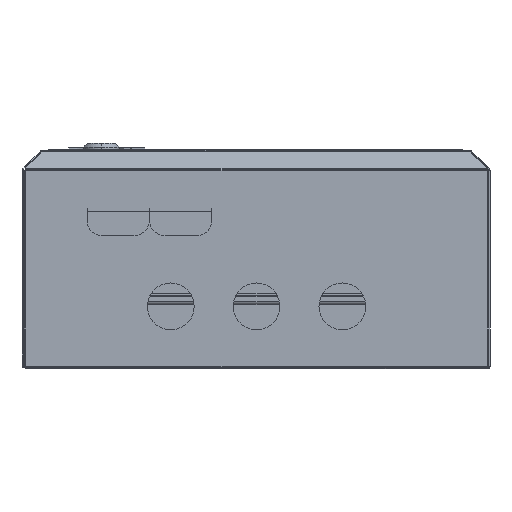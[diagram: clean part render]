
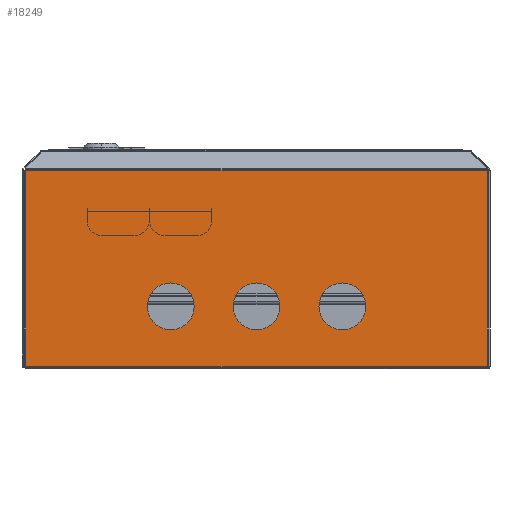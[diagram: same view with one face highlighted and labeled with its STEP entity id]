
A CAD part, front view. The second image highlights one B-rep face of the part: STEP entity #18249.
In plain terms, the highlighted planar face has unit normal (0, -1, 0).
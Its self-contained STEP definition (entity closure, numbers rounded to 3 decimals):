
#198 = DIRECTION ( 'NONE',  ( 0., -1., 0. ) ) ;
#395 = VERTEX_POINT ( 'NONE', #25978 ) ;
#511 = EDGE_LOOP ( 'NONE', ( #10500, #35960 ) ) ;
#792 = AXIS2_PLACEMENT_3D ( 'NONE', #32009, #895, #22667 ) ;
#880 = EDGE_LOOP ( 'NONE', ( #40379, #23324 ) ) ;
#895 = DIRECTION ( 'NONE',  ( 0., -1., 0. ) ) ;
#1958 = CARTESIAN_POINT ( 'NONE',  ( -1.7, 0., 125.4 ) ) ;
#2759 = AXIS2_PLACEMENT_3D ( 'NONE', #11024, #32908, #14138 ) ;
#2798 = VECTOR ( 'NONE', #32060, 1000. ) ;
#4288 = VERTEX_POINT ( 'NONE', #10519 ) ;
#4595 = ORIENTED_EDGE ( 'NONE', *, *, #27671, .F. ) ;
#4626 = CIRCLE ( 'NONE', #15271, 15. ) ;
#4823 = CIRCLE ( 'NONE', #5893, 15. ) ;
#4936 = VECTOR ( 'NONE', #28784, 1000. ) ;
#5384 = CARTESIAN_POINT ( 'NONE',  ( -149.65, 0., 38.3 ) ) ;
#5893 = AXIS2_PLACEMENT_3D ( 'NONE', #13892, #35767, #17013 ) ;
#6984 = CARTESIAN_POINT ( 'NONE',  ( -94.65, 0., 38.3 ) ) ;
#7117 = CARTESIAN_POINT ( 'NONE',  ( 0., 0., 125.4 ) ) ;
#7800 = LINE ( 'NONE', #26847, #31720 ) ;
#7809 = FACE_OUTER_BOUND ( 'NONE', #14359, .T. ) ;
#8517 = DIRECTION ( 'NONE',  ( 1., 0., 0. ) ) ;
#10094 = DIRECTION ( 'NONE',  ( 1., 0., 0. ) ) ;
#10257 = VERTEX_POINT ( 'NONE', #26209 ) ;
#10500 = ORIENTED_EDGE ( 'NONE', *, *, #31452, .F. ) ;
#10519 = CARTESIAN_POINT ( 'NONE',  ( -109.65, 0., 38.3 ) ) ;
#11024 = CARTESIAN_POINT ( 'NONE',  ( -149.65, 0., 38.3 ) ) ;
#12222 = LINE ( 'NONE', #19278, #4936 ) ;
#12410 = EDGE_CURVE ( 'NONE', #30085, #29224, #7800, .T. ) ;
#12477 = EDGE_CURVE ( 'NONE', #24074, #34321, #39031, .T. ) ;
#12859 = DIRECTION ( 'NONE',  ( 0., 0., -1. ) ) ;
#13581 = CARTESIAN_POINT ( 'NONE',  ( -79.65, 0., 38.3 ) ) ;
#13892 = CARTESIAN_POINT ( 'NONE',  ( -204.65, 0., 38.3 ) ) ;
#14138 = DIRECTION ( 'NONE',  ( 1., 0., 0. ) ) ;
#14359 = EDGE_LOOP ( 'NONE', ( #4595, #36970, #26759, #19093 ) ) ;
#14732 = ORIENTED_EDGE ( 'NONE', *, *, #39278, .F. ) ;
#14918 = DIRECTION ( 'NONE',  ( 0., -1., 0. ) ) ;
#15271 = AXIS2_PLACEMENT_3D ( 'NONE', #18801, #198, #21958 ) ;
#16031 = FACE_BOUND ( 'NONE', #21399, .T. ) ;
#16694 = VERTEX_POINT ( 'NONE', #22558 ) ;
#17013 = DIRECTION ( 'NONE',  ( -1., 0., 0. ) ) ;
#18249 = ADVANCED_FACE ( 'NONE', ( #16031, #32703, #18940, #7809 ), #38265, .T. ) ;
#18801 = CARTESIAN_POINT ( 'NONE',  ( -94.65, 0., 38.3 ) ) ;
#18940 = FACE_BOUND ( 'NONE', #880, .T. ) ;
#19057 = EDGE_CURVE ( 'NONE', #30085, #10257, #36034, .T. ) ;
#19093 = ORIENTED_EDGE ( 'NONE', *, *, #28211, .T. ) ;
#19278 = CARTESIAN_POINT ( 'NONE',  ( 0., 0., 0. ) ) ;
#21167 = VERTEX_POINT ( 'NONE', #36948 ) ;
#21399 = EDGE_LOOP ( 'NONE', ( #14732, #34252 ) ) ;
#21958 = DIRECTION ( 'NONE',  ( 1., 0., 0. ) ) ;
#22558 = CARTESIAN_POINT ( 'NONE',  ( -189.65, 0., 38.3 ) ) ;
#22575 = EDGE_CURVE ( 'NONE', #34321, #24074, #27578, .T. ) ;
#22667 = DIRECTION ( 'NONE',  ( 1., 0., 0. ) ) ;
#22771 = AXIS2_PLACEMENT_3D ( 'NONE', #33687, #14918, #36774 ) ;
#23324 = ORIENTED_EDGE ( 'NONE', *, *, #22575, .F. ) ;
#24074 = VERTEX_POINT ( 'NONE', #29375 ) ;
#24939 = AXIS2_PLACEMENT_3D ( 'NONE', #5384, #27258, #8517 ) ;
#25204 = AXIS2_PLACEMENT_3D ( 'NONE', #6984, #28788, #10094 ) ;
#25325 = CARTESIAN_POINT ( 'NONE',  ( -297.6, 0., 125.4 ) ) ;
#25594 = CIRCLE ( 'NONE', #22771, 15. ) ;
#25978 = CARTESIAN_POINT ( 'NONE',  ( -297.6, 0., 0. ) ) ;
#26209 = CARTESIAN_POINT ( 'NONE',  ( -297.6, 0., 125.4 ) ) ;
#26759 = ORIENTED_EDGE ( 'NONE', *, *, #19057, .T. ) ;
#26847 = CARTESIAN_POINT ( 'NONE',  ( -1.7, 0., 125.4 ) ) ;
#27258 = DIRECTION ( 'NONE',  ( 0., -1., 0. ) ) ;
#27578 = CIRCLE ( 'NONE', #2759, 15. ) ;
#27671 = EDGE_CURVE ( 'NONE', #29224, #395, #12222, .T. ) ;
#28211 = EDGE_CURVE ( 'NONE', #10257, #395, #29821, .T. ) ;
#28784 = DIRECTION ( 'NONE',  ( -1., 0., 0. ) ) ;
#28788 = DIRECTION ( 'NONE',  ( 0., -1., 0. ) ) ;
#29224 = VERTEX_POINT ( 'NONE', #35484 ) ;
#29375 = CARTESIAN_POINT ( 'NONE',  ( -134.65, 0., 38.3 ) ) ;
#29821 = LINE ( 'NONE', #25325, #36150 ) ;
#29926 = CARTESIAN_POINT ( 'NONE',  ( -164.65, 0., 38.3 ) ) ;
#30085 = VERTEX_POINT ( 'NONE', #1958 ) ;
#30355 = CIRCLE ( 'NONE', #25204, 15. ) ;
#31452 = EDGE_CURVE ( 'NONE', #39845, #4288, #4626, .T. ) ;
#31720 = VECTOR ( 'NONE', #39375, 1000. ) ;
#32009 = CARTESIAN_POINT ( 'NONE',  ( 0., 0., 125.4 ) ) ;
#32060 = DIRECTION ( 'NONE',  ( -1., 0., 0. ) ) ;
#32703 = FACE_BOUND ( 'NONE', #511, .T. ) ;
#32908 = DIRECTION ( 'NONE',  ( 0., -1., 0. ) ) ;
#33687 = CARTESIAN_POINT ( 'NONE',  ( -204.65, 0., 38.3 ) ) ;
#34252 = ORIENTED_EDGE ( 'NONE', *, *, #36076, .F. ) ;
#34321 = VERTEX_POINT ( 'NONE', #29926 ) ;
#35484 = CARTESIAN_POINT ( 'NONE',  ( -1.7, 0., 0. ) ) ;
#35767 = DIRECTION ( 'NONE',  ( 0., -1., 0. ) ) ;
#35960 = ORIENTED_EDGE ( 'NONE', *, *, #37309, .F. ) ;
#36034 = LINE ( 'NONE', #7117, #2798 ) ;
#36076 = EDGE_CURVE ( 'NONE', #21167, #16694, #25594, .T. ) ;
#36150 = VECTOR ( 'NONE', #12859, 1000. ) ;
#36774 = DIRECTION ( 'NONE',  ( -1., 0., 0. ) ) ;
#36948 = CARTESIAN_POINT ( 'NONE',  ( -219.65, 0., 38.3 ) ) ;
#36970 = ORIENTED_EDGE ( 'NONE', *, *, #12410, .F. ) ;
#37309 = EDGE_CURVE ( 'NONE', #4288, #39845, #30355, .T. ) ;
#38265 = PLANE ( 'NONE',  #792 ) ;
#39031 = CIRCLE ( 'NONE', #24939, 15. ) ;
#39278 = EDGE_CURVE ( 'NONE', #16694, #21167, #4823, .T. ) ;
#39375 = DIRECTION ( 'NONE',  ( 0., 0., -1. ) ) ;
#39845 = VERTEX_POINT ( 'NONE', #13581 ) ;
#40379 = ORIENTED_EDGE ( 'NONE', *, *, #12477, .F. ) ;
